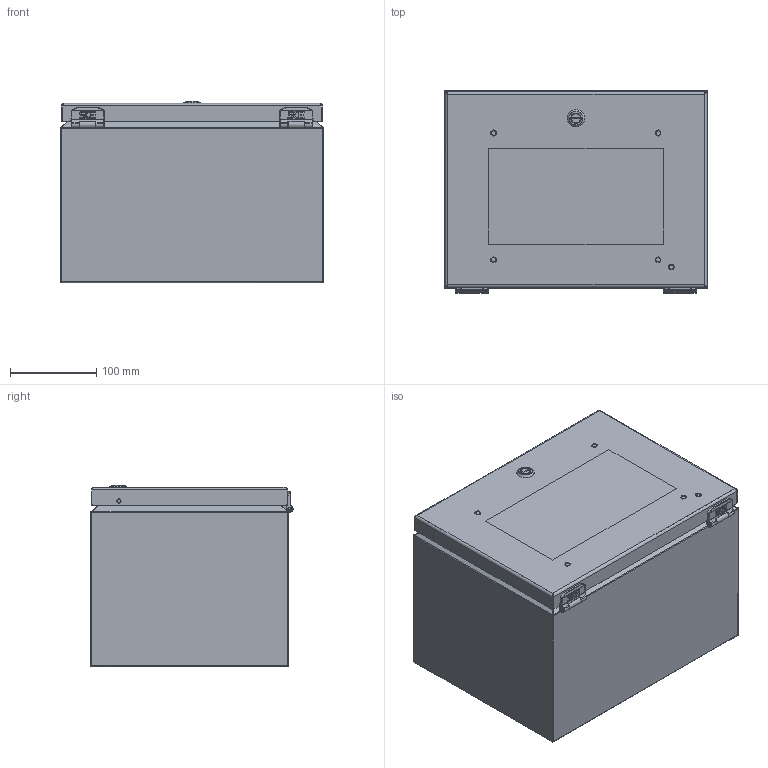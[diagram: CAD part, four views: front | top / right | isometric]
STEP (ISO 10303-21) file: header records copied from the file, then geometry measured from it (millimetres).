
FILE_DESCRIPTION (( 'STEP AP214' ), '1' );
FILE_NAME ('SCE-L9128ELJ.STEP', '2022-04-30T18:57:39', ( '' ), ( '' ), 'SwSTEP 2.0', 'SolidWorks 2022', '' );
FILE_SCHEMA (( 'AUTOMOTIVE_DESIGN' ));
Length unit declared in the file: inch
Products named in the file (1): SCE-L9128ELJ
Bounding box: 304.9 x 234.18 x 210.72 mm (x, y, z)
Volume: 909562.5 mm3; surface area: 981560.1 mm2
Topology: 43 solids, 43 shells, 1585 faces, 3867 edges, 2267 vertices
Faces by surface type: plane 783, cylinder 416, bspline 212, torus 78, sphere 50, cone 46
Full cylindrical faces by diameter (mm): 3.505 x8, 3.81 x2, 3.962 x6, 4.013 x6, 4.166 x2, 4.42 x2, 4.763 x2, 4.775 x6, 4.826 x5, 5.08 x1, 5.385 x4, 5.537 x2, 6.058 x1, 6.35 x8, 6.463 x1, 6.502 x2, 6.604 x2, 6.655 x4, 6.756 x2, 6.824 x1, 7.112 x4, 7.167 x1, 7.216 x4, 7.874 x1, 8.28 x1, 8.89 x1, 9.474 x4, 10.922 x1, 11.684 x1, 12.065 x1
Entity records: 52748 total; most frequent: CARTESIAN_POINT 17834, ORIENTED_EDGE 7074, DIRECTION 6795, EDGE_CURVE 3537, AXIS2_PLACEMENT_3D 2480, VERTEX_POINT 2240, EDGE_LOOP 1861, VECTOR 1835
